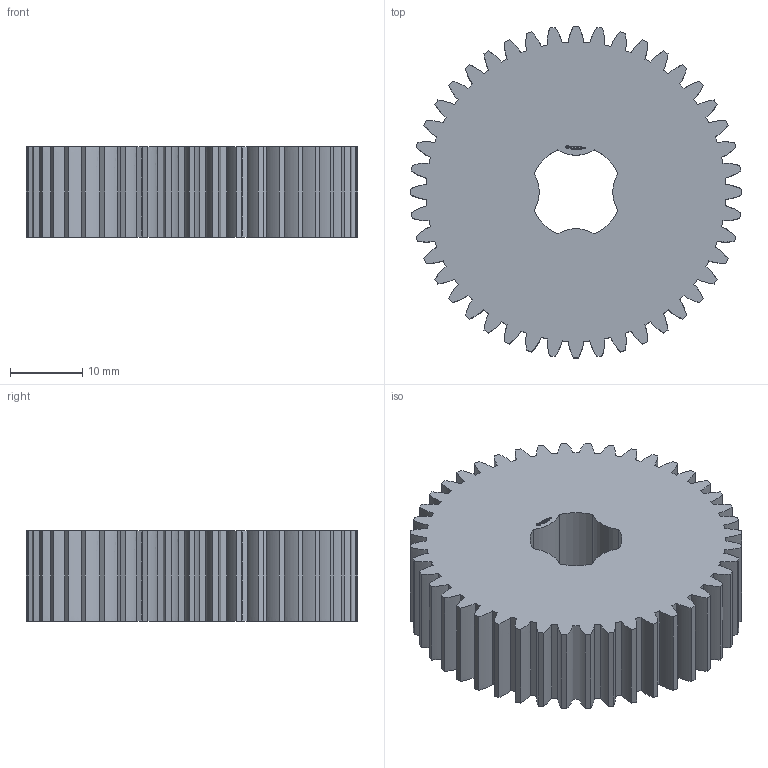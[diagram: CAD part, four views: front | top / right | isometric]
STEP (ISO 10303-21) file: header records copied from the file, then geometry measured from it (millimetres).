
FILE_DESCRIPTION(('FreeCAD Model'),'2;1');
FILE_NAME('Open CASCADE Shape Model','2024-03-10T00:39:40',(''),(''), 'Open CASCADE STEP processor 7.6','FreeCAD','Unknown');
FILE_SCHEMA(('AUTOMOTIVE_DESIGN { 1 0 10303 214 1 1 1 1 }'));
Length unit declared in the file: millimetre
Products named in the file (1): Gear Wheel PLN TTH44 BU01.00 SFT-SHD - SPN-GWH-0156 (stemfie.org)
Bounding box: 45.99 x 45.99 x 12.5 mm (x, y, z)
Volume: 17491.3 mm3; surface area: 6824.5 mm2
Topology: 1 solids, 1 shells, 657 faces, 1875 edges, 1250 vertices
Faces by surface type: extrusion 328, plane 321, cylinder 8
Entity records: 58554 total; most frequent: CARTESIAN_POINT 18743, DIRECTION 5317, VECTOR 4609, LINE 4281, ORIENTED_EDGE 3750, PCURVE 3750, DEFINITIONAL_REPRESENTATION 3750, EDGE_CURVE 1875
